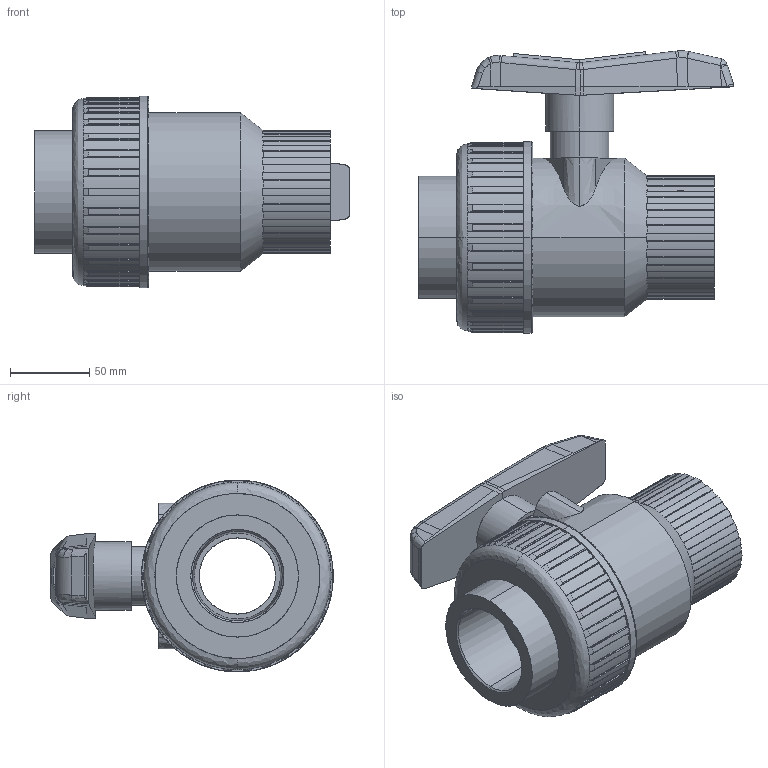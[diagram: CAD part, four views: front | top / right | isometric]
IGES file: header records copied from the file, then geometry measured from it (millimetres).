
Start section: SolidWorks IGES file using analytic representation for surfaces
Global section: file name: VP600D  50ATS.IGS; native system: SolidWorks 2017; preprocessor: SolidWorks 2017; author: D1712-001!; date: 210120.114616; units: millimetre
Bounding box: 198.6 x 178.23 x 121 mm (x, y, z)
Surface area: 130267.9 mm2 (no closed solid volume)
Topology: 0 solids, 0 shells, 517 faces, 5283 edges, 5281 vertices
Faces by surface type: revolution 337, bspline 180
